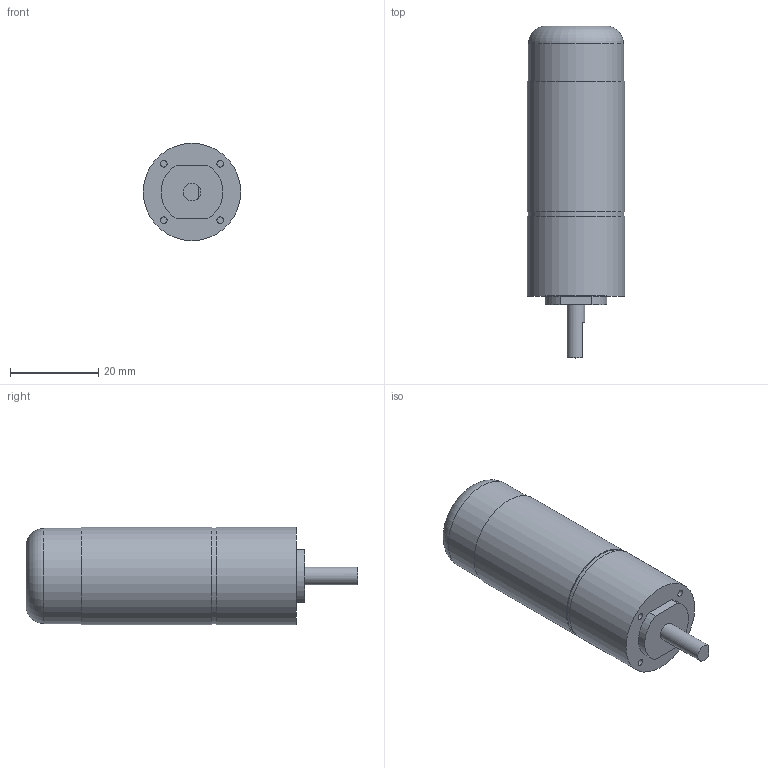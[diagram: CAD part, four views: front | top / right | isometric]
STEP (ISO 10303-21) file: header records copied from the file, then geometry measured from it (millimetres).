
FILE_DESCRIPTION (( 'STEP AP214' ), '1' );
FILE_NAME ('am-4338 Gearmotor.STEP', '2021-03-04T21:45:12', ( '' ), ( '' ), 'SwSTEP 2.0', 'SolidWorks 2019', '' );
FILE_SCHEMA (( 'AUTOMOTIVE_DESIGN' ));
Length unit declared in the file: inch
Products named in the file (1): am-4338 Gearmotor
Bounding box: 22 x 75.05 x 22 mm (x, y, z)
Volume: 23167.5 mm3; surface area: 5180.4 mm2
Topology: 1 solids, 1 shells, 27 faces, 47 edges, 31 vertices
Faces by surface type: plane 15, cylinder 11, torus 1
Full cylindrical faces by diameter (mm): 1.5 x4, 4 x1, 21.5 x2, 22 x2
Entity records: 677 total; most frequent: DIRECTION 116, CARTESIAN_POINT 94, ORIENTED_EDGE 72, AXIS2_PLACEMENT_3D 52, EDGE_LOOP 46, FACE_OUTER_BOUND 37, EDGE_CURVE 36, VERTEX_POINT 30
